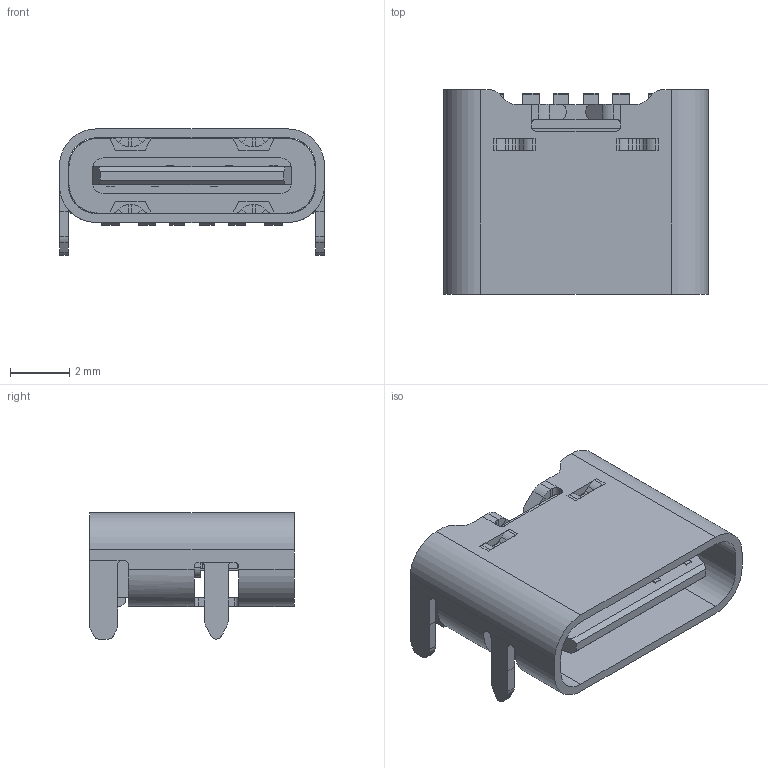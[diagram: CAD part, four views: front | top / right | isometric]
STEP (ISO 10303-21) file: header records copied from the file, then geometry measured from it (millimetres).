
FILE_DESCRIPTION(/* description */ (''),/* implementation_level */ '2;1');
FILE_NAME(/* name */ 'USB_C_Receptacle_GCT_USB4125-GF-A_6P_TopMnt_Horizontal.step',/* time_stamp */ '2024-02-22T21:50:59+01:00',/* author */ (''),/* organization */ (''),/* preprocessor_version */ 'ST-DEVELOPER v20',/* originating_system */ 'Autodesk Translation Framework v12.20.1.177',/* authorisation */ '');
FILE_SCHEMA (('AUTOMOTIVE_DESIGN { 1 0 10303 214 3 1 1 }'));
Length unit declared in the file: millimetre
Products named in the file (1): (Non salvato)
Bounding box: 8.94 x 6.9 x 4.26 mm (x, y, z)
Volume: 96.5 mm3; surface area: 455.3 mm2
Topology: 7 solids, 7 shells, 502 faces, 1372 edges, 854 vertices
Faces by surface type: plane 380, cylinder 122
Entity records: 15684 total; most frequent: ORIENTED_EDGE 2744, CARTESIAN_POINT 2729, DIRECTION 2648, EDGE_CURVE 1372, LINE 1102, VECTOR 1102, VERTEX_POINT 854, AXIS2_PLACEMENT_3D 773
